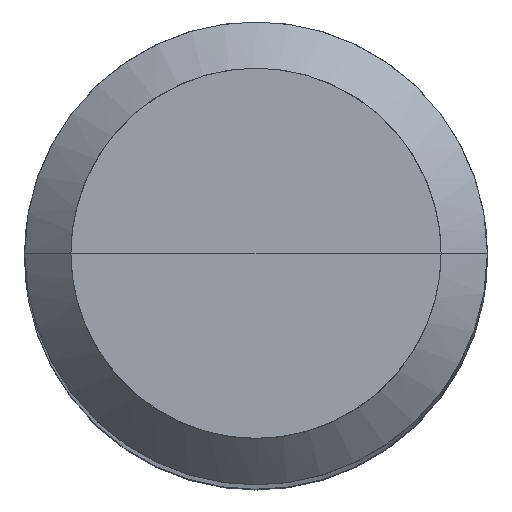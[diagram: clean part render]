
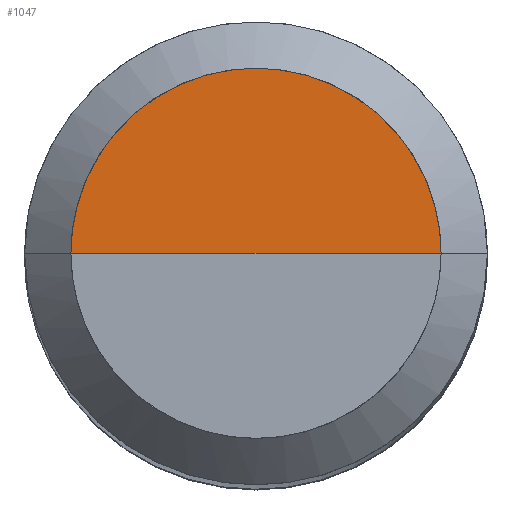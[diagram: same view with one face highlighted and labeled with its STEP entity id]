
A CAD part, top view. The second image highlights one B-rep face of the part: STEP entity #1047.
In plain terms, the highlighted free-form (B-spline) face has degree [1, 2] with [2, 5] control points.
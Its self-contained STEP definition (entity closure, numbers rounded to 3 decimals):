
#716=CARTESIAN_POINT('',(4.0,0.0,51.0));
#717=CARTESIAN_POINT('',(4.0,4.0,51.0));
#718=CARTESIAN_POINT('',(0.0,4.0,51.0));
#719=CARTESIAN_POINT('',(-4.0,4.0,51.0));
#720=CARTESIAN_POINT('',(-4.0,0.0,51.0));
#721=CARTESIAN_POINT('',(0.0,0.0,51.0));
#1032=(
BOUNDED_SURFACE()
B_SPLINE_SURFACE(1,2,(
(#716,#717,#718,#719,#720),
(#721,#721,#721,#721,#721)
), .UNSPECIFIED.,.F.,.F.,.F.)
B_SPLINE_SURFACE_WITH_KNOTS((2,2),(3,2,3),(
0.0,1.0),(
0.0,0.5,1.0), .UNSPECIFIED.)
GEOMETRIC_REPRESENTATION_ITEM()
RATIONAL_B_SPLINE_SURFACE(((1.0,0.707,1.0,0.707,1.0),
(1.0,0.707,1.0,0.707,1.0)
))
REPRESENTATION_ITEM('')
SURFACE()
);
#1033=(
BOUNDED_CURVE()
B_SPLINE_CURVE(2,(#720,#719,#718,#717,#716),.UNSPECIFIED.,.F.,.F.)
B_SPLINE_CURVE_WITH_KNOTS((3,2,3),
(0.0,0.5,1.0),.UNSPECIFIED.)
CURVE()
GEOMETRIC_REPRESENTATION_ITEM()
RATIONAL_B_SPLINE_CURVE((1.0,0.707,1.0,0.707,1.0))
REPRESENTATION_ITEM('')
);
#1034=(
BOUNDED_CURVE()
B_SPLINE_CURVE(1,(#716,#721),.UNSPECIFIED.,.F.,.F.)
B_SPLINE_CURVE_WITH_KNOTS((2,2),
(0.0,1.0),.UNSPECIFIED.)
CURVE()
GEOMETRIC_REPRESENTATION_ITEM()
RATIONAL_B_SPLINE_CURVE((1.0,1.0))
REPRESENTATION_ITEM('')
);
#1035=(
BOUNDED_CURVE()
B_SPLINE_CURVE(1,(#721,#720),.UNSPECIFIED.,.F.,.F.)
B_SPLINE_CURVE_WITH_KNOTS((2,2),
(0.0,1.0),.UNSPECIFIED.)
CURVE()
GEOMETRIC_REPRESENTATION_ITEM()
RATIONAL_B_SPLINE_CURVE((1.0,1.0))
REPRESENTATION_ITEM('')
);
#1036=VERTEX_POINT('',#716);
#1037=VERTEX_POINT('',#720);
#1038=VERTEX_POINT('',#721);
#1039=EDGE_CURVE('',#1037,#1036,#1033,.T.);
#1040=EDGE_CURVE('',#1036,#1038,#1034,.T.);
#1041=EDGE_CURVE('',#1038,#1037,#1035,.T.);
#1042=ORIENTED_EDGE('',*,*,#1039,.T.);
#1043=ORIENTED_EDGE('',*,*,#1040,.T.);
#1044=ORIENTED_EDGE('',*,*,#1041,.T.);
#1045=EDGE_LOOP('',(#1042,#1043,#1044));
#1046=FACE_OUTER_BOUND('',#1045,.T.);
#1047=ADVANCED_FACE('',(#1046),#1032,.T.);
